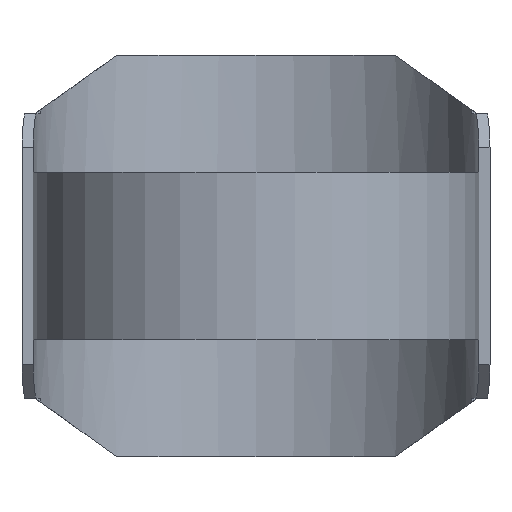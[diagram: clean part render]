
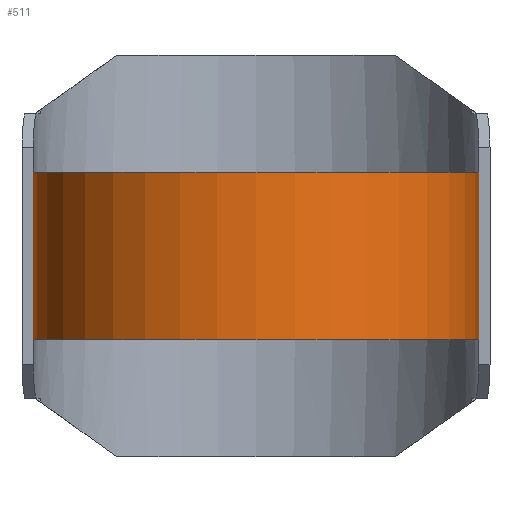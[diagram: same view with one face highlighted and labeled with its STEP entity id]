
A CAD part, front view. The second image highlights one B-rep face of the part: STEP entity #511.
In plain terms, the highlighted cylindrical face has radius 80 mm (diameter 160 mm), a partial arc.
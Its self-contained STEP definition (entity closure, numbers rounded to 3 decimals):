
#281 = EDGE_CURVE( '', #547, #425, #685, .T. );
#325 = EDGE_CURVE( '', #547, #385, #735, .T. );
#383 = VERTEX_POINT( '', #800 );
#385 = VERTEX_POINT( '', #802 );
#425 = VERTEX_POINT( '', #845 );
#453 = EDGE_CURVE( '', #383, #425, #873, .T. );
#511 = ADVANCED_FACE( '', ( #938 ), #939, .T. );
#547 = VERTEX_POINT( '', #980 );
#551 = EDGE_CURVE( '', #385, #383, #984, .T. );
#685 = CIRCLE( '', #1141, 80. );
#735 = LINE( '', #1274, #1275 );
#800 = CARTESIAN_POINT( '', ( 80., 0., -30. ) );
#802 = CARTESIAN_POINT( '', ( -80., 0., -30. ) );
#845 = CARTESIAN_POINT( '', ( 80., 0., 30. ) );
#873 = LINE( '', #1554, #1555 );
#938 = FACE_OUTER_BOUND( '', #1670, .T. );
#939 = CYLINDRICAL_SURFACE( '', #1671, 80. );
#980 = CARTESIAN_POINT( '', ( -80., 0., 30. ) );
#984 = CIRCLE( '', #1731, 80. );
#1141 = AXIS2_PLACEMENT_3D( '', #1893, #1894, #1895 );
#1274 = CARTESIAN_POINT( '', ( -80., 0., 0. ) );
#1275 = VECTOR( '', #1957, 1. );
#1554 = CARTESIAN_POINT( '', ( 80., 0., 0. ) );
#1555 = VECTOR( '', #2075, 1. );
#1670 = EDGE_LOOP( '', ( #2166, #2167, #2168, #2169 ) );
#1671 = AXIS2_PLACEMENT_3D( '', #2170, #2171, #2172 );
#1731 = AXIS2_PLACEMENT_3D( '', #2240, #2241, #2242 );
#1893 = CARTESIAN_POINT( '', ( 0., 0., 30. ) );
#1894 = DIRECTION( '', ( 0., 0., 1. ) );
#1895 = DIRECTION( '', ( 1., 0., 0. ) );
#1957 = DIRECTION( '', ( 0., 0., -1. ) );
#2075 = DIRECTION( '', ( 0., 0., 1. ) );
#2166 = ORIENTED_EDGE( '', *, *, #453, .T. );
#2167 = ORIENTED_EDGE( '', *, *, #281, .F. );
#2168 = ORIENTED_EDGE( '', *, *, #325, .T. );
#2169 = ORIENTED_EDGE( '', *, *, #551, .T. );
#2170 = CARTESIAN_POINT( '', ( 0., 0., 30. ) );
#2171 = DIRECTION( '', ( 0., 0., 1. ) );
#2172 = DIRECTION( '', ( 1., 0., 0. ) );
#2240 = CARTESIAN_POINT( '', ( 0., 0., -30. ) );
#2241 = DIRECTION( '', ( 0., 0., 1. ) );
#2242 = DIRECTION( '', ( 1., 0., 0. ) );
